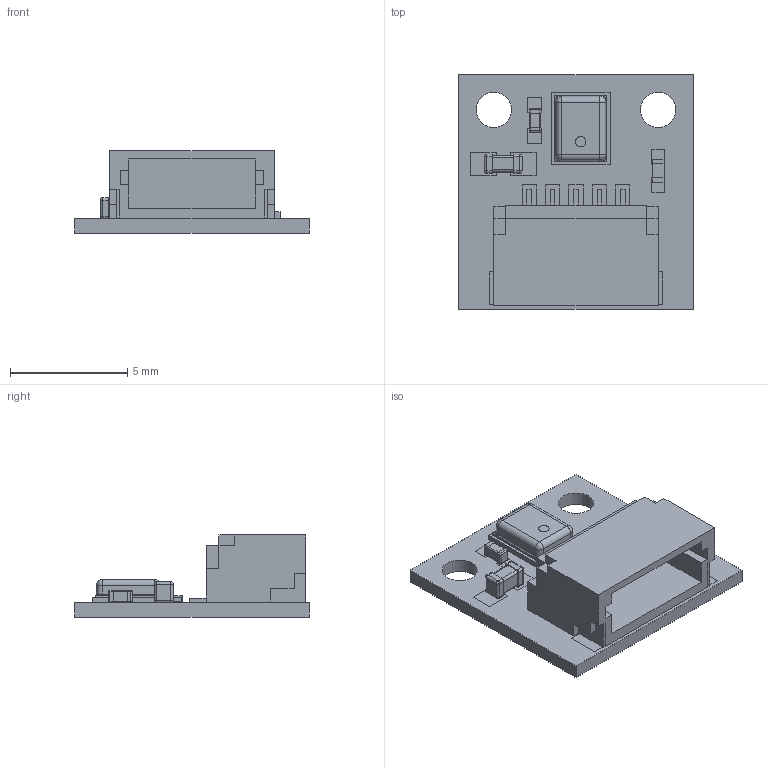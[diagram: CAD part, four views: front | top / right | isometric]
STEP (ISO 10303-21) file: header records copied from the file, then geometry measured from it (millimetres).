
FILE_DESCRIPTION(('FreeCAD Model'),'2;1');
FILE_NAME('Wireling_MIC_AST1030_REV1-STEP.step','2020-07-30T14:41:04',('Author'),(''), 'Open CASCADE STEP processor 7.4','FreeCAD','Unknown');
FILE_SCHEMA(('AUTOMOTIVE_DESIGN { 1 0 10303 214 1 1 1 1 }'));
Length unit declared in the file: millimetre
Products named in the file (1): Wireling_MIC_AST1030_REV1-STEP
Bounding box: 10 x 10 x 3.5 mm (x, y, z)
Volume: 113.6 mm3; surface area: 487.8 mm2
Topology: 47 solids, 47 shells, 455 faces, 1318 edges, 1233 vertices
Faces by surface type: plane 369, cylinder 62, sphere 20, torus 4
Full cylindrical faces by diameter (mm): 1.502 x2
Entity records: 33214 total; most frequent: CARTESIAN_POINT 5627, DIRECTION 4265, LINE 2803, VECTOR 2803, ORIENTED_EDGE 1988, PCURVE 1988, DEFINITIONAL_REPRESENTATION 1988, EDGE_CURVE 994
